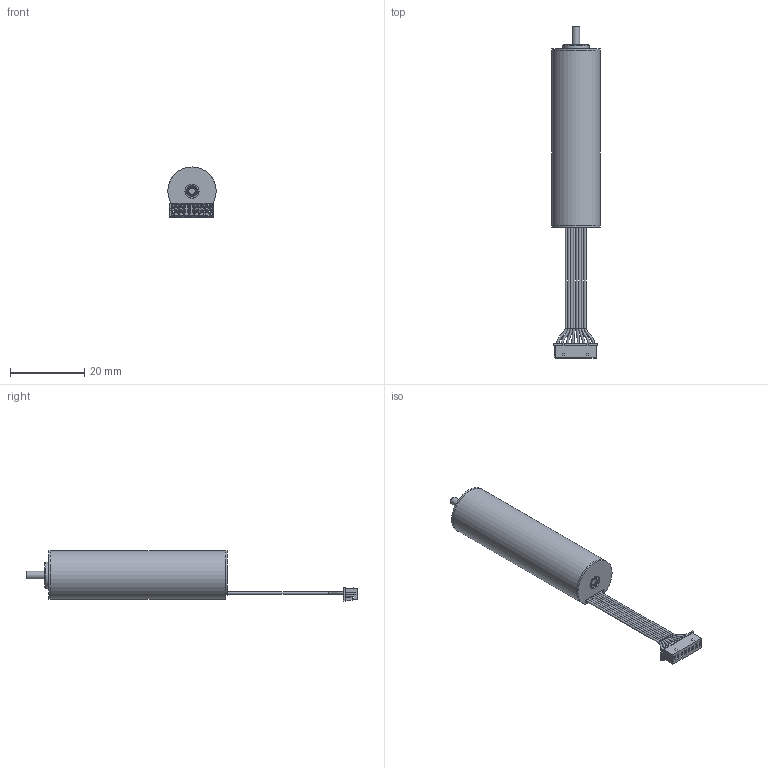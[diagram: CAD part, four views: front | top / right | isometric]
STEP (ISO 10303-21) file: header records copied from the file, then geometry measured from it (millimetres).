
FILE_DESCRIPTION (( 'STEP AP203' ), '1' );
FILE_NAME ('EC1348S.STEP', '2025-11-26T08:37:48', ( 'Windows 蚚誧' ), ( 'Organization' ), 'SwSTEP 2.0', 'SolidWorks 2020', '' );
FILE_SCHEMA (( 'CONFIG_CONTROL_DESIGN' ));
Length unit declared in the file: millimetre
Products named in the file (8): 01.05.0017 O型圈; 01.01.0956 ヶ傷裔; 01.10.2237 粣; EC1348S; 01.06.0005 粣創; 01.07.0708 儂褲; 01.14.0800 傷赽盄; 01.02.0982 綴傷裔
Assembly tree (8 placements, depth 2):
  EC1348S
    01.07.0708 儂褲
    01.01.0956 ヶ傷裔
    01.02.0982 綴傷裔
    01.05.0017 O型圈
    01.10.2237 粣
    01.06.0005 粣創  x2
    01.14.0800 傷赽盄
Bounding box: 13 x 89.27 x 13.47 mm (x, y, z)
Volume: 1666.1 mm3; surface area: 6586.4 mm2
Topology: 19 solids, 28 shells, 466 faces, 1233 edges, 798 vertices
Faces by surface type: plane 289, cylinder 69, torus 43, cone 37, sphere 20, bspline 8
Full cylindrical faces by diameter (mm): 0.34 x8, 0.6 x8, 1.1 x3, 2 x3, 2.5 x4, 2.8 x8, 3 x4, 3.8 x2, 4 x4, 4.2 x4, 5 x5, 7 x2, 11 x2, 12 x1, 12.2 x1, 13 x2
Entity records: 13791 total; most frequent: CARTESIAN_POINT 3635, DIRECTION 1849, ORIENTED_EDGE 1734, EDGE_CURVE 919, VECTOR 745, LINE 745, VERTEX_POINT 652, EDGE_LOOP 556
